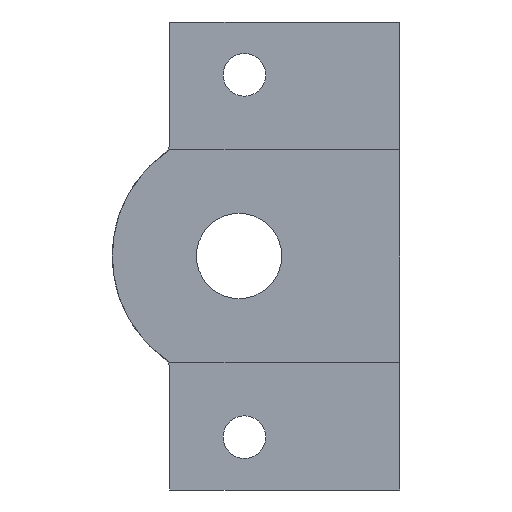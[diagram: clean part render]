
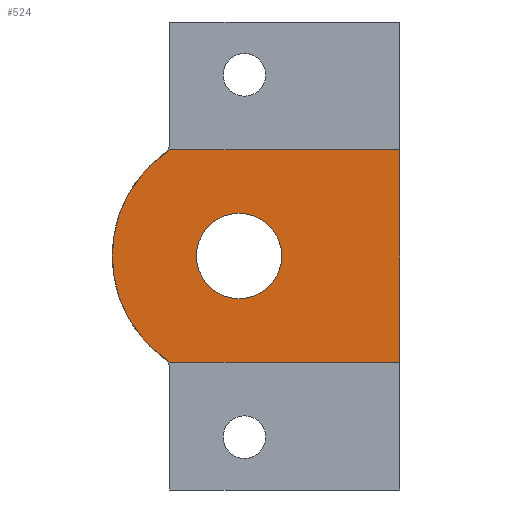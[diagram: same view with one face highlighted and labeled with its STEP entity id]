
A CAD part, left-side view. The second image highlights one B-rep face of the part: STEP entity #524.
In plain terms, the highlighted planar face has unit normal (-1, 0, 0).
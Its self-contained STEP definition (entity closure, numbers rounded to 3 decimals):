
#17=FACE_BOUND('',#82,.T.);
#31=PLANE('',#590);
#52=FACE_OUTER_BOUND('',#81,.T.);
#81=EDGE_LOOP('',(#422,#423,#424,#425));
#82=EDGE_LOOP('',(#426));
#116=LINE('',#833,#167);
#118=LINE('',#839,#169);
#131=LINE('',#867,#182);
#167=VECTOR('',#675,1000.);
#169=VECTOR('',#679,1000.);
#182=VECTOR('',#704,1000.);
#199=CIRCLE('',#560,3.);
#215=CIRCLE('',#591,8.921);
#223=VERTEX_POINT('',#767);
#247=VERTEX_POINT('',#829);
#248=VERTEX_POINT('',#831);
#249=VERTEX_POINT('',#835);
#251=VERTEX_POINT('',#838);
#273=EDGE_CURVE('',#223,#223,#199,.T.);
#305=EDGE_CURVE('',#248,#247,#116,.T.);
#307=EDGE_CURVE('',#249,#251,#118,.T.);
#322=EDGE_CURVE('',#251,#248,#131,.T.);
#327=EDGE_CURVE('',#249,#247,#215,.T.);
#422=ORIENTED_EDGE('',*,*,#305,.F.);
#423=ORIENTED_EDGE('',*,*,#322,.F.);
#424=ORIENTED_EDGE('',*,*,#307,.F.);
#425=ORIENTED_EDGE('',*,*,#327,.T.);
#426=ORIENTED_EDGE('',*,*,#273,.F.);
#524=ADVANCED_FACE('',(#52,#17),#31,.F.);
#560=AXIS2_PLACEMENT_3D('',#768,#614,#615);
#590=AXIS2_PLACEMENT_3D('',#876,#712,#713);
#591=AXIS2_PLACEMENT_3D('',#877,#714,#715);
#614=DIRECTION('center_axis',(-1.,0.,0.));
#615=DIRECTION('ref_axis',(0.,0.,1.));
#675=DIRECTION('',(0.,1.,0.));
#679=DIRECTION('',(0.,-1.,0.));
#704=DIRECTION('',(0.,0.,-1.));
#712=DIRECTION('center_axis',(1.,0.,0.));
#713=DIRECTION('ref_axis',(0.,1.,0.));
#714=DIRECTION('center_axis',(-1.,0.,0.));
#715=DIRECTION('ref_axis',(0.,0.,1.));
#767=CARTESIAN_POINT('',(-16.845,11.65,-3.));
#768=CARTESIAN_POINT('Origin',(-16.845,11.65,0.));
#829=CARTESIAN_POINT('',(-16.845,16.525,-7.471));
#831=CARTESIAN_POINT('',(-16.845,0.343,-7.471));
#833=CARTESIAN_POINT('',(-16.845,-2.741,-7.471));
#835=CARTESIAN_POINT('',(-16.845,16.525,7.471));
#838=CARTESIAN_POINT('',(-16.845,0.343,7.471));
#839=CARTESIAN_POINT('',(-16.845,-2.741,7.471));
#867=CARTESIAN_POINT('',(-16.845,0.343,3.39));
#876=CARTESIAN_POINT('Origin',(-16.845,-5.825,23.25));
#877=CARTESIAN_POINT('Origin',(-16.845,11.65,0.));
